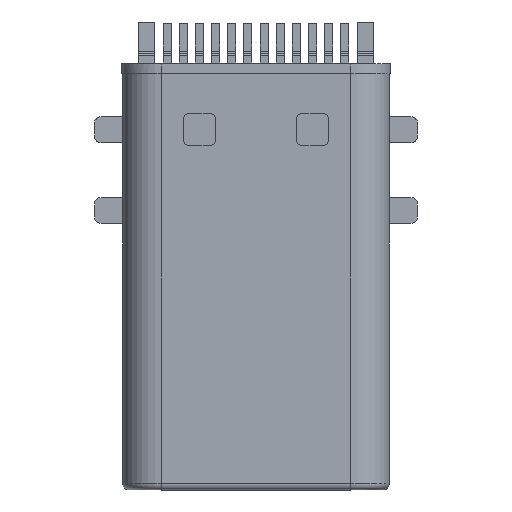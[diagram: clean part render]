
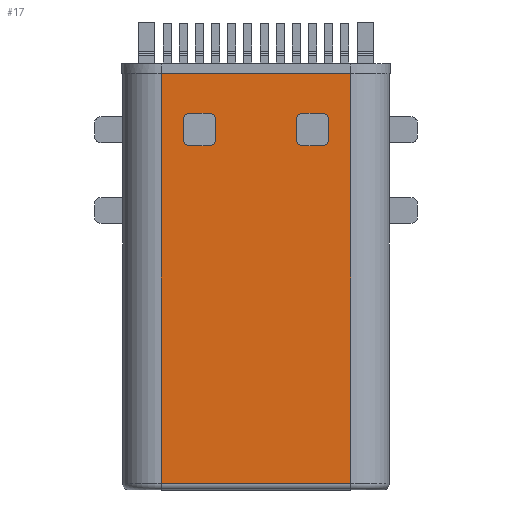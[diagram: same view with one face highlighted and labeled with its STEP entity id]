
A CAD part, top view. The second image highlights one B-rep face of the part: STEP entity #17.
In plain terms, the highlighted planar face has unit normal (0, 0, 1).
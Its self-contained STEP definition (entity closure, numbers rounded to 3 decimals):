
#17 = ADVANCED_FACE('',(#18,#52,#122),#192,.T.);
#18 = FACE_BOUND('',#19,.T.);
#19 = EDGE_LOOP('',(#20,#30,#38,#46));
#20 = ORIENTED_EDGE('',*,*,#21,.F.);
#21 = EDGE_CURVE('',#22,#24,#26,.T.);
#22 = VERTEX_POINT('',#23);
#23 = CARTESIAN_POINT('',(2.925,-0.3,1.2));
#24 = VERTEX_POINT('',#25);
#25 = CARTESIAN_POINT('',(2.925,-12.98,1.2));
#26 = LINE('',#27,#28);
#27 = CARTESIAN_POINT('',(2.925,0.,1.2));
#28 = VECTOR('',#29,1.);
#29 = DIRECTION('',(0.,-1.,0.));
#30 = ORIENTED_EDGE('',*,*,#31,.F.);
#31 = EDGE_CURVE('',#32,#22,#34,.T.);
#32 = VERTEX_POINT('',#33);
#33 = CARTESIAN_POINT('',(-2.925,-0.3,1.2));
#34 = LINE('',#35,#36);
#35 = CARTESIAN_POINT('',(-2.925,-0.3,1.2));
#36 = VECTOR('',#37,1.);
#37 = DIRECTION('',(1.,0.,0.));
#38 = ORIENTED_EDGE('',*,*,#39,.T.);
#39 = EDGE_CURVE('',#32,#40,#42,.T.);
#40 = VERTEX_POINT('',#41);
#41 = CARTESIAN_POINT('',(-2.925,-12.98,1.2));
#42 = LINE('',#43,#44);
#43 = CARTESIAN_POINT('',(-2.925,0.,1.2));
#44 = VECTOR('',#45,1.);
#45 = DIRECTION('',(0.,-1.,0.));
#46 = ORIENTED_EDGE('',*,*,#47,.T.);
#47 = EDGE_CURVE('',#40,#24,#48,.T.);
#48 = LINE('',#49,#50);
#49 = CARTESIAN_POINT('',(-2.925,-12.98,1.2));
#50 = VECTOR('',#51,1.);
#51 = DIRECTION('',(1.,0.,0.));
#52 = FACE_BOUND('',#53,.T.);
#53 = EDGE_LOOP('',(#54,#64,#73,#81,#90,#98,#107,#115));
#54 = ORIENTED_EDGE('',*,*,#55,.T.);
#55 = EDGE_CURVE('',#56,#58,#60,.T.);
#56 = VERTEX_POINT('',#57);
#57 = CARTESIAN_POINT('',(-1.25,-1.73,1.2));
#58 = VERTEX_POINT('',#59);
#59 = CARTESIAN_POINT('',(-1.25,-2.33,1.2));
#60 = LINE('',#61,#62);
#61 = CARTESIAN_POINT('',(-1.25,-1.53,1.2));
#62 = VECTOR('',#63,1.);
#63 = DIRECTION('',(0.,-1.,0.));
#64 = ORIENTED_EDGE('',*,*,#65,.T.);
#65 = EDGE_CURVE('',#58,#66,#68,.T.);
#66 = VERTEX_POINT('',#67);
#67 = CARTESIAN_POINT('',(-1.45,-2.53,1.2));
#68 = CIRCLE('',#69,0.2);
#69 = AXIS2_PLACEMENT_3D('',#70,#71,#72);
#70 = CARTESIAN_POINT('',(-1.45,-2.33,1.2));
#71 = DIRECTION('',(0.,0.,-1.));
#72 = DIRECTION('',(0.,1.,0.));
#73 = ORIENTED_EDGE('',*,*,#74,.T.);
#74 = EDGE_CURVE('',#66,#75,#77,.T.);
#75 = VERTEX_POINT('',#76);
#76 = CARTESIAN_POINT('',(-2.05,-2.53,1.2));
#77 = LINE('',#78,#79);
#78 = CARTESIAN_POINT('',(-1.25,-2.53,1.2));
#79 = VECTOR('',#80,1.);
#80 = DIRECTION('',(-1.,0.,0.));
#81 = ORIENTED_EDGE('',*,*,#82,.T.);
#82 = EDGE_CURVE('',#75,#83,#85,.T.);
#83 = VERTEX_POINT('',#84);
#84 = CARTESIAN_POINT('',(-2.25,-2.33,1.2));
#85 = CIRCLE('',#86,0.2);
#86 = AXIS2_PLACEMENT_3D('',#87,#88,#89);
#87 = CARTESIAN_POINT('',(-2.05,-2.33,1.2));
#88 = DIRECTION('',(0.,0.,-1.));
#89 = DIRECTION('',(0.,1.,0.));
#90 = ORIENTED_EDGE('',*,*,#91,.T.);
#91 = EDGE_CURVE('',#83,#92,#94,.T.);
#92 = VERTEX_POINT('',#93);
#93 = CARTESIAN_POINT('',(-2.25,-1.73,1.2));
#94 = LINE('',#95,#96);
#95 = CARTESIAN_POINT('',(-2.25,-2.53,1.2));
#96 = VECTOR('',#97,1.);
#97 = DIRECTION('',(0.,1.,0.));
#98 = ORIENTED_EDGE('',*,*,#99,.F.);
#99 = EDGE_CURVE('',#100,#92,#102,.T.);
#100 = VERTEX_POINT('',#101);
#101 = CARTESIAN_POINT('',(-2.05,-1.53,1.2));
#102 = CIRCLE('',#103,0.2);
#103 = AXIS2_PLACEMENT_3D('',#104,#105,#106);
#104 = CARTESIAN_POINT('',(-2.05,-1.73,1.2));
#105 = DIRECTION('',(0.,0.,1.));
#106 = DIRECTION('',(0.,1.,0.));
#107 = ORIENTED_EDGE('',*,*,#108,.T.);
#108 = EDGE_CURVE('',#100,#109,#111,.T.);
#109 = VERTEX_POINT('',#110);
#110 = CARTESIAN_POINT('',(-1.45,-1.53,1.2));
#111 = LINE('',#112,#113);
#112 = CARTESIAN_POINT('',(-2.25,-1.53,1.2));
#113 = VECTOR('',#114,1.);
#114 = DIRECTION('',(1.,0.,0.));
#115 = ORIENTED_EDGE('',*,*,#116,.F.);
#116 = EDGE_CURVE('',#56,#109,#117,.T.);
#117 = CIRCLE('',#118,0.2);
#118 = AXIS2_PLACEMENT_3D('',#119,#120,#121);
#119 = CARTESIAN_POINT('',(-1.45,-1.73,1.2));
#120 = DIRECTION('',(0.,0.,1.));
#121 = DIRECTION('',(0.,1.,0.));
#122 = FACE_BOUND('',#123,.T.);
#123 = EDGE_LOOP('',(#124,#134,#143,#151,#160,#168,#177,#185));
#124 = ORIENTED_EDGE('',*,*,#125,.T.);
#125 = EDGE_CURVE('',#126,#128,#130,.T.);
#126 = VERTEX_POINT('',#127);
#127 = CARTESIAN_POINT('',(2.25,-1.73,1.2));
#128 = VERTEX_POINT('',#129);
#129 = CARTESIAN_POINT('',(2.25,-2.33,1.2));
#130 = LINE('',#131,#132);
#131 = CARTESIAN_POINT('',(2.25,-1.53,1.2));
#132 = VECTOR('',#133,1.);
#133 = DIRECTION('',(0.,-1.,0.));
#134 = ORIENTED_EDGE('',*,*,#135,.T.);
#135 = EDGE_CURVE('',#128,#136,#138,.T.);
#136 = VERTEX_POINT('',#137);
#137 = CARTESIAN_POINT('',(2.05,-2.53,1.2));
#138 = CIRCLE('',#139,0.2);
#139 = AXIS2_PLACEMENT_3D('',#140,#141,#142);
#140 = CARTESIAN_POINT('',(2.05,-2.33,1.2));
#141 = DIRECTION('',(0.,0.,-1.));
#142 = DIRECTION('',(0.,1.,0.));
#143 = ORIENTED_EDGE('',*,*,#144,.T.);
#144 = EDGE_CURVE('',#136,#145,#147,.T.);
#145 = VERTEX_POINT('',#146);
#146 = CARTESIAN_POINT('',(1.45,-2.53,1.2));
#147 = LINE('',#148,#149);
#148 = CARTESIAN_POINT('',(2.25,-2.53,1.2));
#149 = VECTOR('',#150,1.);
#150 = DIRECTION('',(-1.,0.,0.));
#151 = ORIENTED_EDGE('',*,*,#152,.T.);
#152 = EDGE_CURVE('',#145,#153,#155,.T.);
#153 = VERTEX_POINT('',#154);
#154 = CARTESIAN_POINT('',(1.25,-2.33,1.2));
#155 = CIRCLE('',#156,0.2);
#156 = AXIS2_PLACEMENT_3D('',#157,#158,#159);
#157 = CARTESIAN_POINT('',(1.45,-2.33,1.2));
#158 = DIRECTION('',(0.,0.,-1.));
#159 = DIRECTION('',(0.,1.,0.));
#160 = ORIENTED_EDGE('',*,*,#161,.T.);
#161 = EDGE_CURVE('',#153,#162,#164,.T.);
#162 = VERTEX_POINT('',#163);
#163 = CARTESIAN_POINT('',(1.25,-1.73,1.2));
#164 = LINE('',#165,#166);
#165 = CARTESIAN_POINT('',(1.25,-2.53,1.2));
#166 = VECTOR('',#167,1.);
#167 = DIRECTION('',(0.,1.,0.));
#168 = ORIENTED_EDGE('',*,*,#169,.F.);
#169 = EDGE_CURVE('',#170,#162,#172,.T.);
#170 = VERTEX_POINT('',#171);
#171 = CARTESIAN_POINT('',(1.45,-1.53,1.2));
#172 = CIRCLE('',#173,0.2);
#173 = AXIS2_PLACEMENT_3D('',#174,#175,#176);
#174 = CARTESIAN_POINT('',(1.45,-1.73,1.2));
#175 = DIRECTION('',(0.,0.,1.));
#176 = DIRECTION('',(0.,1.,0.));
#177 = ORIENTED_EDGE('',*,*,#178,.T.);
#178 = EDGE_CURVE('',#170,#179,#181,.T.);
#179 = VERTEX_POINT('',#180);
#180 = CARTESIAN_POINT('',(2.05,-1.53,1.2));
#181 = LINE('',#182,#183);
#182 = CARTESIAN_POINT('',(1.25,-1.53,1.2));
#183 = VECTOR('',#184,1.);
#184 = DIRECTION('',(1.,0.,0.));
#185 = ORIENTED_EDGE('',*,*,#186,.F.);
#186 = EDGE_CURVE('',#126,#179,#187,.T.);
#187 = CIRCLE('',#188,0.2);
#188 = AXIS2_PLACEMENT_3D('',#189,#190,#191);
#189 = CARTESIAN_POINT('',(2.05,-1.73,1.2));
#190 = DIRECTION('',(0.,0.,1.));
#191 = DIRECTION('',(0.,1.,0.));
#192 = PLANE('',#193);
#193 = AXIS2_PLACEMENT_3D('',#194,#195,#196);
#194 = CARTESIAN_POINT('',(-2.925,0.,1.2));
#195 = DIRECTION('',(0.,0.,1.));
#196 = DIRECTION('',(1.,0.,0.));
